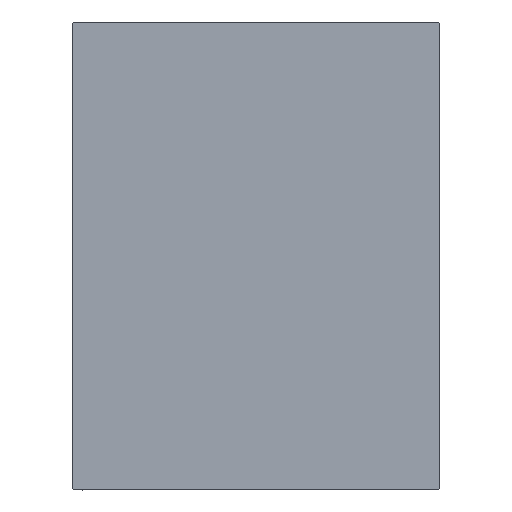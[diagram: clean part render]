
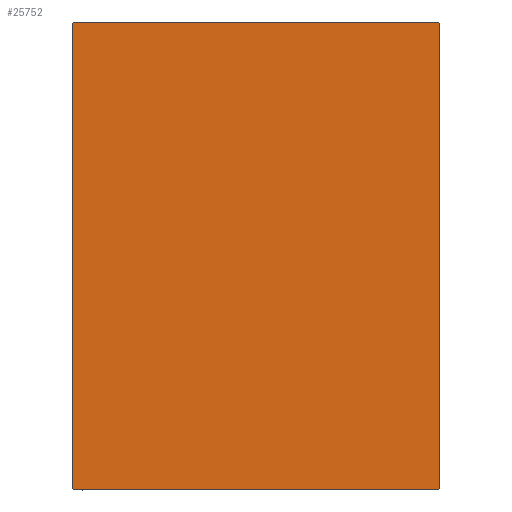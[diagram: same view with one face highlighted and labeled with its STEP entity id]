
A CAD part, left-side view. The second image highlights one B-rep face of the part: STEP entity #25752.
In plain terms, the highlighted face is planar.
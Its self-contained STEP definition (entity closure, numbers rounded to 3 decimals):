
#1337 = DIRECTION ( 'NONE',  ( 0., -0.707, -0.707 ) ) ;
#2072 = VERTEX_POINT ( 'NONE', #23177 ) ;
#2463 = VERTEX_POINT ( 'NONE', #16134 ) ;
#3016 = EDGE_CURVE ( 'NONE', #32422, #22667, #29239, .T. ) ;
#3059 = EDGE_CURVE ( 'NONE', #22667, #4573, #28486, .T. ) ;
#4573 = VERTEX_POINT ( 'NONE', #24454 ) ;
#4757 = EDGE_CURVE ( 'NONE', #28863, #28649, #27220, .T. ) ;
#7223 = EDGE_CURVE ( 'NONE', #2072, #32422, #27820, .T. ) ;
#7708 = AXIS2_PLACEMENT_3D ( 'NONE', #22433, #29115, #25246 ) ;
#7830 = VECTOR ( 'NONE', #33922, 1000. ) ;
#8939 = CARTESIAN_POINT ( 'NONE',  ( 173., -55., -69.7 ) ) ;
#11343 = CARTESIAN_POINT ( 'NONE',  ( 173., -54.7, -70. ) ) ;
#13181 = ORIENTED_EDGE ( 'NONE', *, *, #31535, .T. ) ;
#14233 = CARTESIAN_POINT ( 'NONE',  ( 173., -54.7, 70. ) ) ;
#14624 = VECTOR ( 'NONE', #1337, 1000. ) ;
#14978 = EDGE_LOOP ( 'NONE', ( #13181, #31796, #41247, #24241, #23793, #34859, #26550, #34464 ) ) ;
#16134 = CARTESIAN_POINT ( 'NONE',  ( 173., -55., 69.7 ) ) ;
#16710 = CARTESIAN_POINT ( 'NONE',  ( 173., -55., 70. ) ) ;
#17940 = CARTESIAN_POINT ( 'NONE',  ( 173., -62.35, 62.35 ) ) ;
#18321 = DIRECTION ( 'NONE',  ( 0., 0.707, 0.707 ) ) ;
#19611 = VECTOR ( 'NONE', #29628, 1000. ) ;
#19948 = DIRECTION ( 'NONE',  ( 0., 0., 1. ) ) ;
#20201 = VECTOR ( 'NONE', #37560, 1000. ) ;
#21608 = CARTESIAN_POINT ( 'NONE',  ( 173., 55., -69.7 ) ) ;
#22433 = CARTESIAN_POINT ( 'NONE',  ( 173., 0., 0. ) ) ;
#22667 = VERTEX_POINT ( 'NONE', #35478 ) ;
#22962 = VECTOR ( 'NONE', #19948, 1000. ) ;
#23048 = VECTOR ( 'NONE', #18321, 1000. ) ;
#23177 = CARTESIAN_POINT ( 'NONE',  ( 173., 54.7, -70. ) ) ;
#23566 = LINE ( 'NONE', #33697, #29976 ) ;
#23754 = LINE ( 'NONE', #26802, #19611 ) ;
#23793 = ORIENTED_EDGE ( 'NONE', *, *, #37947, .T. ) ;
#24241 = ORIENTED_EDGE ( 'NONE', *, *, #3059, .T. ) ;
#24454 = CARTESIAN_POINT ( 'NONE',  ( 173., 54.7, 70. ) ) ;
#25246 = DIRECTION ( 'NONE',  ( 0., 0., -1. ) ) ;
#25414 = EDGE_CURVE ( 'NONE', #35858, #2463, #28110, .T. ) ;
#25673 = FACE_OUTER_BOUND ( 'NONE', #14978, .T. ) ;
#25752 = ADVANCED_FACE ( 'NONE', ( #25673 ), #38814, .T. ) ;
#26550 = ORIENTED_EDGE ( 'NONE', *, *, #29014, .T. ) ;
#26802 = CARTESIAN_POINT ( 'NONE',  ( 173., -55., -70. ) ) ;
#27220 = LINE ( 'NONE', #30667, #20201 ) ;
#27820 = LINE ( 'NONE', #28674, #23048 ) ;
#28110 = LINE ( 'NONE', #17940, #14624 ) ;
#28486 = LINE ( 'NONE', #31300, #36796 ) ;
#28649 = VERTEX_POINT ( 'NONE', #11343 ) ;
#28674 = CARTESIAN_POINT ( 'NONE',  ( 173., 62.35, -62.35 ) ) ;
#28863 = VERTEX_POINT ( 'NONE', #8939 ) ;
#29014 = EDGE_CURVE ( 'NONE', #2463, #28863, #33091, .T. ) ;
#29115 = DIRECTION ( 'NONE',  ( 1., 0., 0. ) ) ;
#29239 = LINE ( 'NONE', #42399, #22962 ) ;
#29628 = DIRECTION ( 'NONE',  ( 0., 1., 0. ) ) ;
#29976 = VECTOR ( 'NONE', #30273, 1000. ) ;
#30273 = DIRECTION ( 'NONE',  ( 0., -1., 0. ) ) ;
#30667 = CARTESIAN_POINT ( 'NONE',  ( 173., -62.35, -62.35 ) ) ;
#31300 = CARTESIAN_POINT ( 'NONE',  ( 173., 62.35, 62.35 ) ) ;
#31535 = EDGE_CURVE ( 'NONE', #28649, #2072, #23754, .T. ) ;
#31796 = ORIENTED_EDGE ( 'NONE', *, *, #7223, .T. ) ;
#32422 = VERTEX_POINT ( 'NONE', #21608 ) ;
#33091 = LINE ( 'NONE', #16710, #7830 ) ;
#33697 = CARTESIAN_POINT ( 'NONE',  ( 173., 55., 70. ) ) ;
#33922 = DIRECTION ( 'NONE',  ( 0., 0., -1. ) ) ;
#34464 = ORIENTED_EDGE ( 'NONE', *, *, #4757, .T. ) ;
#34859 = ORIENTED_EDGE ( 'NONE', *, *, #25414, .T. ) ;
#35478 = CARTESIAN_POINT ( 'NONE',  ( 173., 55., 69.7 ) ) ;
#35858 = VERTEX_POINT ( 'NONE', #14233 ) ;
#36796 = VECTOR ( 'NONE', #40400, 1000. ) ;
#37560 = DIRECTION ( 'NONE',  ( 0., 0.707, -0.707 ) ) ;
#37947 = EDGE_CURVE ( 'NONE', #4573, #35858, #23566, .T. ) ;
#38814 = PLANE ( 'NONE',  #7708 ) ;
#40400 = DIRECTION ( 'NONE',  ( 0., -0.707, 0.707 ) ) ;
#41247 = ORIENTED_EDGE ( 'NONE', *, *, #3016, .T. ) ;
#42399 = CARTESIAN_POINT ( 'NONE',  ( 173., 55., -70. ) ) ;
